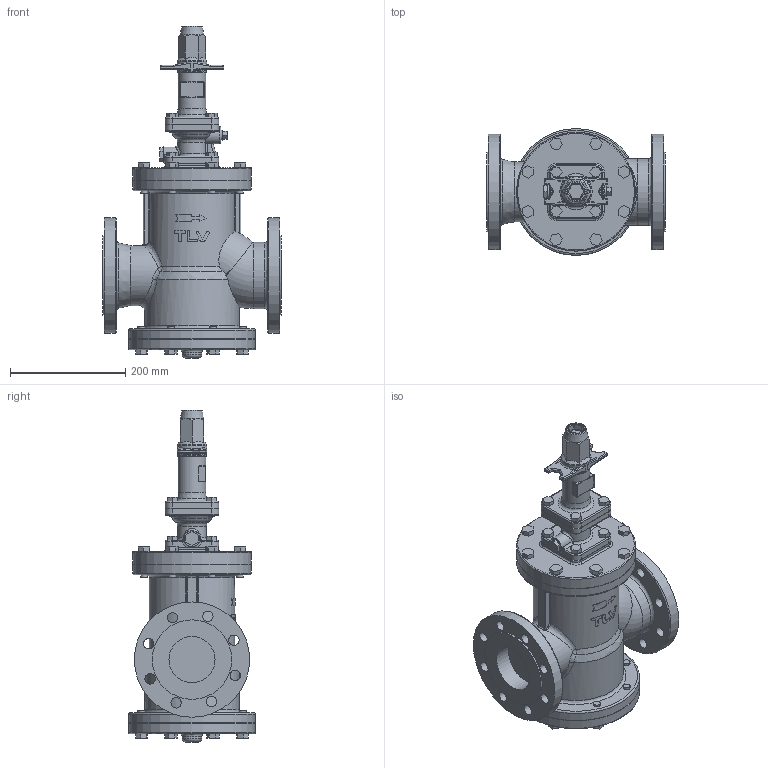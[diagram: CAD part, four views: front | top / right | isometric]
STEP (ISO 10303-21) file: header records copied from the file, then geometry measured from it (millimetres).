
FILE_DESCRIPTION((''),'2;1');
FILE_NAME('csr21-080-e0025-00.stp','2009-08-28T13:39:20',('nakaot'),(''),'Autodesk Inventor 2008','Autodesk Inventor 2008','');
FILE_SCHEMA(('AUTOMOTIVE_DESIGN { 1 0 10303 214 1 1 1 1 }'));
Length unit declared in the file: millimetre
Products named in the file (1): csr21-080-e0025-00
Bounding box: 310 x 220 x 576 mm (x, y, z)
Volume: 10304349.1 mm3; surface area: 620273.5 mm2
Topology: 1 solids, 1 shells, 716 faces, 1709 edges, 1026 vertices
Faces by surface type: plane 317, cylinder 227, bspline 105, torus 38, sphere 19, cone 10
Full cylindrical faces by diameter (mm): 10 x8, 12 x32, 17 x1, 18 x8, 21 x1, 30 x1, 34 x1, 48 x1, 52 x1, 62.635 x1, 69.584 x1, 80 x2, 104 x1, 115 x1, 135.233 x1, 138 x1, 162.771 x1, 164 x1, 200 x1, 206 x2, 220 x2
Entity records: 26801 total; most frequent: CARTESIAN_POINT 11025, DIRECTION 3209, ORIENTED_EDGE 3108, EDGE_CURVE 1554, AXIS2_PLACEMENT_3D 1194, VERTEX_POINT 1015, EDGE_LOOP 963, VECTOR 821
